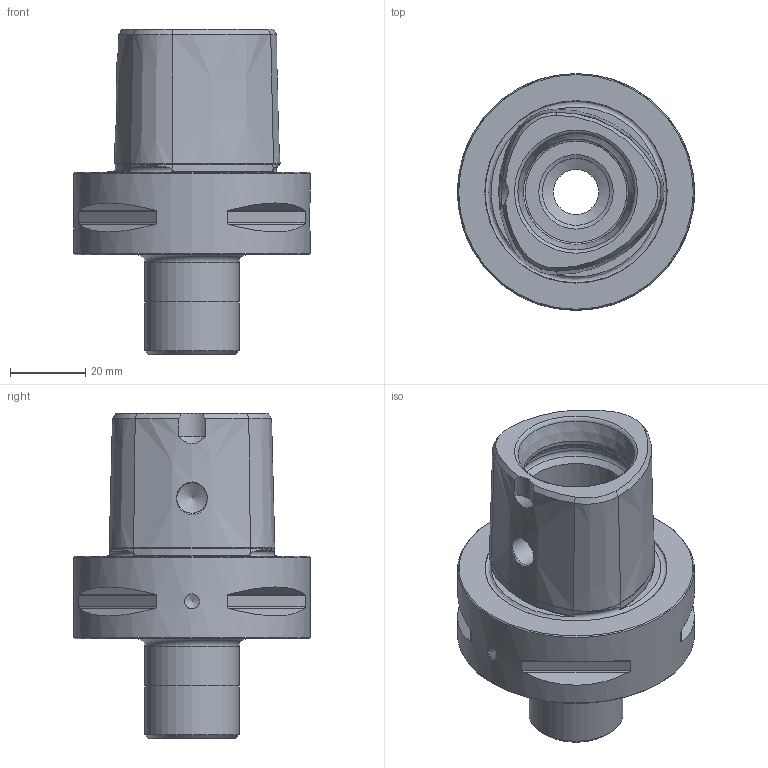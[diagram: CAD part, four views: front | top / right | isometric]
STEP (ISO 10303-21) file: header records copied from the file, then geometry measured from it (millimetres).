
FILE_DESCRIPTION(/* description */ (''),/* implementation_level */ '2;1');
FILE_NAME(/* name */ '280612020.stp',/* time_stamp */ '2021-01-08T12:38:24',/* author */ ('LRA'),/* organization */ ('REGO-FIX'),/* preprocessor_version */ ' Unknown',/* originating_system */ 'SIEMENS PLM Software Solid Edge ST10',/* authorization */ 'Unknown');
FILE_SCHEMA (('AUTOMOTIVE_DESIGN { 1 0 10303 214 2 1 1}'));
Length unit declared in the file: millimetre
Products named in the file (1): NOCUT
Bounding box: 63 x 63 x 86.5 mm (x, y, z)
Volume: 102706.5 mm3; surface area: 23112.6 mm2
Topology: 1 solids, 1 shells, 110 faces, 272 edges, 169 vertices
Faces by surface type: cone 59, cylinder 23, plane 21, torus 7
Full cylindrical faces by diameter (mm): 4 x1, 8.1 x2, 12 x1, 14 x1, 14.2 x1, 17.835 x2, 25 x2, 28 x2, 32 x1, 63 x1
Entity records: 3821 total; most frequent: CARTESIAN_POINT 742, DIRECTION 472, ORIENTED_EDGE 426, EDGE_CURVE 213, AXIS2_PLACEMENT_3D 206, FACE_BOUND 159, EDGE_LOOP 156, VERTEX_POINT 150
